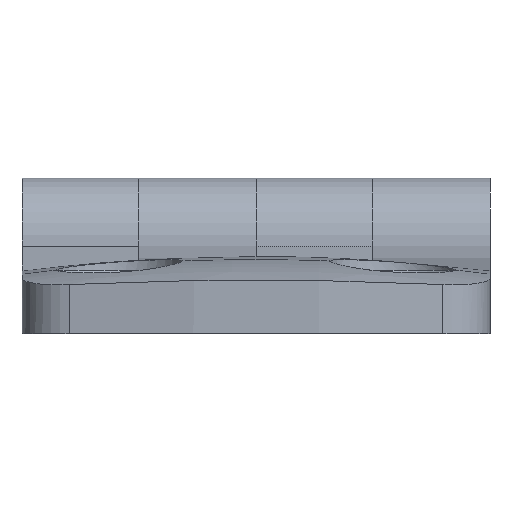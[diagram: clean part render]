
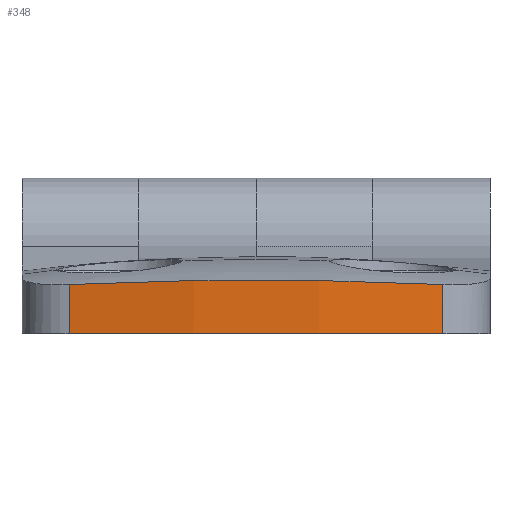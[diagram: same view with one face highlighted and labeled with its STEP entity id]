
A CAD part, left-side view. The second image highlights one B-rep face of the part: STEP entity #348.
In plain terms, the highlighted cylindrical face has radius 100 mm (diameter 200 mm), a partial arc.
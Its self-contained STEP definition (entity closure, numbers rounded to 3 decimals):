
#348 = ADVANCED_FACE( '', ( #666 ), #667, .T. );
#666 = FACE_OUTER_BOUND( '', #1057, .T. );
#667 = CYLINDRICAL_SURFACE( '', #1058, 100. );
#1057 = EDGE_LOOP( '', ( #2264, #2265, #2266, #2267 ) );
#1058 = AXIS2_PLACEMENT_3D( '', #2268, #2269, #2270 );
#2264 = ORIENTED_EDGE( '', *, *, #2726, .T. );
#2265 = ORIENTED_EDGE( '', *, *, #2725, .T. );
#2266 = ORIENTED_EDGE( '', *, *, #2695, .T. );
#2267 = ORIENTED_EDGE( '', *, *, #2670, .F. );
#2268 = CARTESIAN_POINT( '', ( 70.5, 34.54, 0. ) );
#2269 = DIRECTION( '', ( 0., 1., 0. ) );
#2270 = DIRECTION( '', ( 0., 0., -1. ) );
#2670 = EDGE_CURVE( '', #3319, #3321, #3322, .T. );
#2695 = EDGE_CURVE( '', #3364, #3321, #3365, .T. );
#2725 = EDGE_CURVE( '', #3408, #3364, #3410, .T. );
#2726 = EDGE_CURVE( '', #3319, #3408, #3411, .T. );
#3319 = VERTEX_POINT( '', #4583 );
#3321 = VERTEX_POINT( '', #4596 );
#3322 = LINE( '', #4597, #4598 );
#3364 = VERTEX_POINT( '', #4672 );
#3365 = CIRCLE( '', #4673, 100. );
#3408 = VERTEX_POINT( '', #4780 );
#3410 = LINE( '', #4799, #4800 );
#3411 = B_SPLINE_CURVE_WITH_KNOTS( '', 3, ( #4801, #4802, #4803, #4804, #4805, #4806, #4807, #4808, #4809, #4810, #4811, #4812 ), .UNSPECIFIED., .F., .F., ( 4, 2, 2, 2, 2, 4 ), ( 0., 0.01, 0.019, 0.024, 0.029, 0.038 ), .UNSPECIFIED. );
#4583 = CARTESIAN_POINT( '', ( -27.649, -3.903, 19.149 ) );
#4596 = CARTESIAN_POINT( '', ( -27.649, -8.961, 19.149 ) );
#4597 = CARTESIAN_POINT( '', ( -27.649, 34.54, 19.149 ) );
#4598 = VECTOR( '', #5356, 1000. );
#4672 = CARTESIAN_POINT( '', ( -27.649, -8.961, -19.149 ) );
#4673 = AXIS2_PLACEMENT_3D( '', #5389, #5390, #5391 );
#4780 = CARTESIAN_POINT( '', ( -27.649, -3.903, -19.149 ) );
#4799 = CARTESIAN_POINT( '', ( -27.649, 34.54, -19.149 ) );
#4800 = VECTOR( '', #5439, 1000. );
#4801 = CARTESIAN_POINT( '', ( -27.649, -3.903, 19.149 ) );
#4802 = CARTESIAN_POINT( '', ( -28.267, -3.743, 15.983 ) );
#4803 = CARTESIAN_POINT( '', ( -28.728, -3.632, 12.808 ) );
#4804 = CARTESIAN_POINT( '', ( -29.344, -3.486, 6.441 ) );
#4805 = CARTESIAN_POINT( '', ( -29.499, -3.45, 3.248 ) );
#4806 = CARTESIAN_POINT( '', ( -29.501, -3.45, -1.555 ) );
#4807 = CARTESIAN_POINT( '', ( -29.463, -3.458, -3.158 ) );
#4808 = CARTESIAN_POINT( '', ( -29.31, -3.494, -6.368 ) );
#4809 = CARTESIAN_POINT( '', ( -29.194, -3.521, -7.979 ) );
#4810 = CARTESIAN_POINT( '', ( -28.73, -3.631, -12.795 ) );
#4811 = CARTESIAN_POINT( '', ( -28.267, -3.743, -15.984 ) );
#4812 = CARTESIAN_POINT( '', ( -27.649, -3.903, -19.149 ) );
#5356 = DIRECTION( '', ( 0., -1., 0. ) );
#5389 = CARTESIAN_POINT( '', ( 70.5, -8.961, 0. ) );
#5390 = DIRECTION( '', ( 0., 1., 0. ) );
#5391 = DIRECTION( '', ( -1., 0., 0. ) );
#5439 = DIRECTION( '', ( 0., -1., 0. ) );
